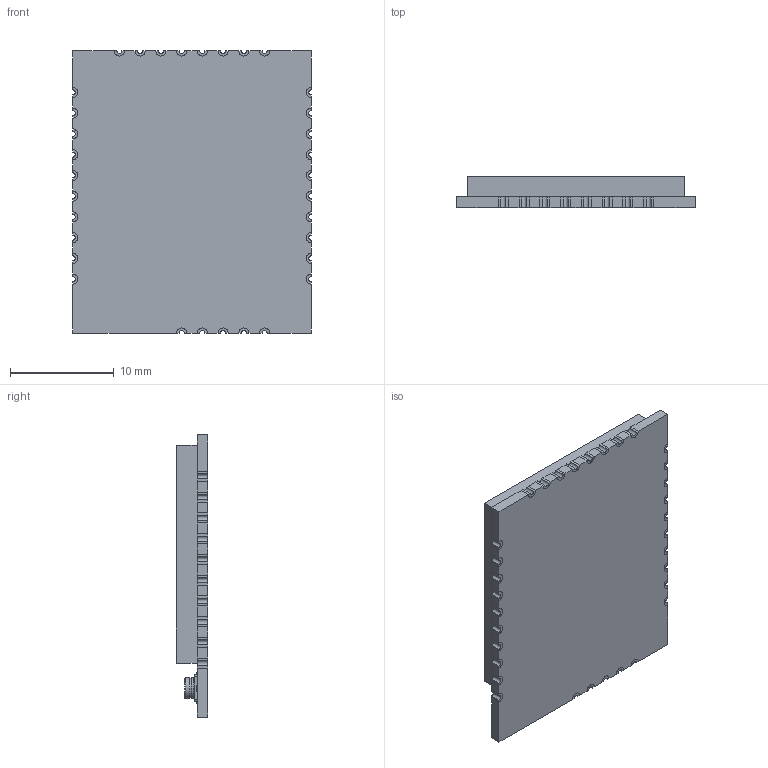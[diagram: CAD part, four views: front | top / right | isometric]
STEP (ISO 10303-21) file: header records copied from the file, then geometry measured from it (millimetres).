
FILE_DESCRIPTION(/* description */ (''),/* implementation_level */ '2;1');
FILE_NAME(/* name */ 'Rak wireless RAK813 v2.step',/* time_stamp */ '2018-10-13T19:48:33+02:00',/* author */ ('specialized864'),/* organization */ (''),/* preprocessor_version */ 'ST-DEVELOPER v17.2',/* originating_system */ 'Autodesk Translation Framework v7.6.0.251',/* authorisation */ '');
FILE_SCHEMA (('AUTOMOTIVE_DESIGN { 1 0 10303 214 3 1 1 }'));
Length unit declared in the file: millimetre
Products named in the file (3): Rak wireless RAK813; Component1; u.Fl Antenna Connector - 523-A-1JB
Assembly tree (3 placements, depth 2):
  Rak wireless RAK813
    Component1
    u.Fl Antenna Connector - 523-A-1JB  x2
Bounding box: 23 x 3 x 27.2 mm (x, y, z)
Volume: 1511.4 mm3; surface area: 2576.3 mm2
Topology: 45 solids, 45 shells, 418 faces, 960 edges, 638 vertices
Faces by surface type: plane 259, cylinder 145, torus 8, cone 6
Full cylindrical faces by diameter (mm): 0.45 x2, 1.8 x2, 1.95 x2, 2 x4
Entity records: 9949 total; most frequent: DIRECTION 1758, CARTESIAN_POINT 1667, ORIENTED_EDGE 1578, EDGE_CURVE 789, AXIS2_PLACEMENT_3D 616, LINE 526, VECTOR 526, VERTEX_POINT 525
